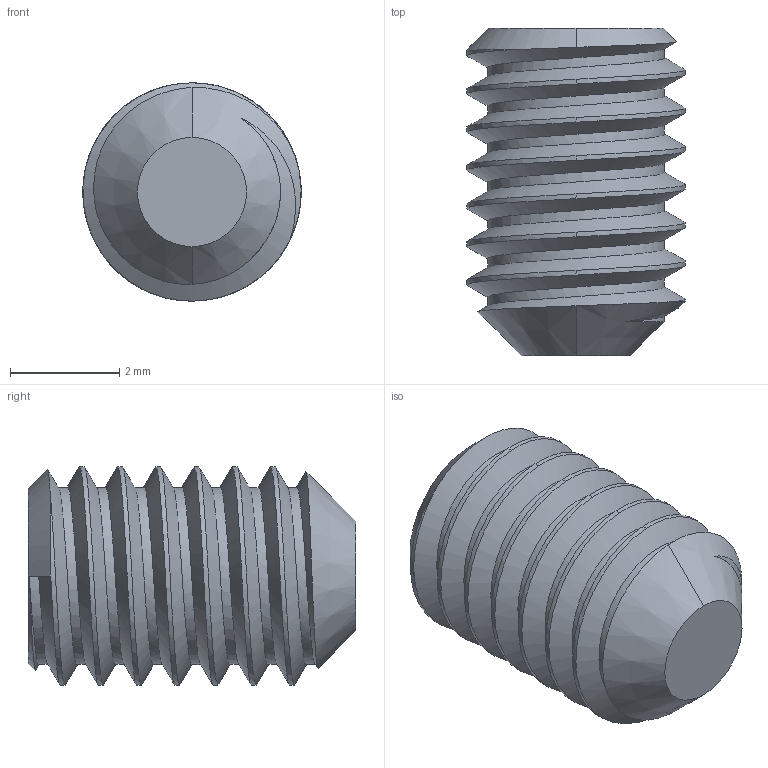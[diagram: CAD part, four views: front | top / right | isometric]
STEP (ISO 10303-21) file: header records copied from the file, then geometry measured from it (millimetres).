
FILE_DESCRIPTION (( 'STEP AP214' ), '1' );
FILE_NAME ('Grub Screw M4x6mm.STEP', '2022-07-19T17:55:19', ( '' ), ( '' ), 'SwSTEP 2.0', 'SolidWorks 2022', '' );
FILE_SCHEMA (( 'AUTOMOTIVE_DESIGN' ));
Length unit declared in the file: millimetre
Products named in the file (1): Grub Screw M4x6mm
Bounding box: 4 x 6 x 4 mm (x, y, z)
Volume: 52.7 mm3; surface area: 123.2 mm2
Topology: 1 solids, 1 shells, 37 faces, 96 edges, 62 vertices
Faces by surface type: plane 16, cylinder 14, cone 4, bspline 3
Entity records: 3143 total; most frequent: CARTESIAN_POINT 2311, ORIENTED_EDGE 192, DIRECTION 129, EDGE_CURVE 96, VERTEX_POINT 62, LINE 47, VECTOR 47, AXIS2_PLACEMENT_3D 41
